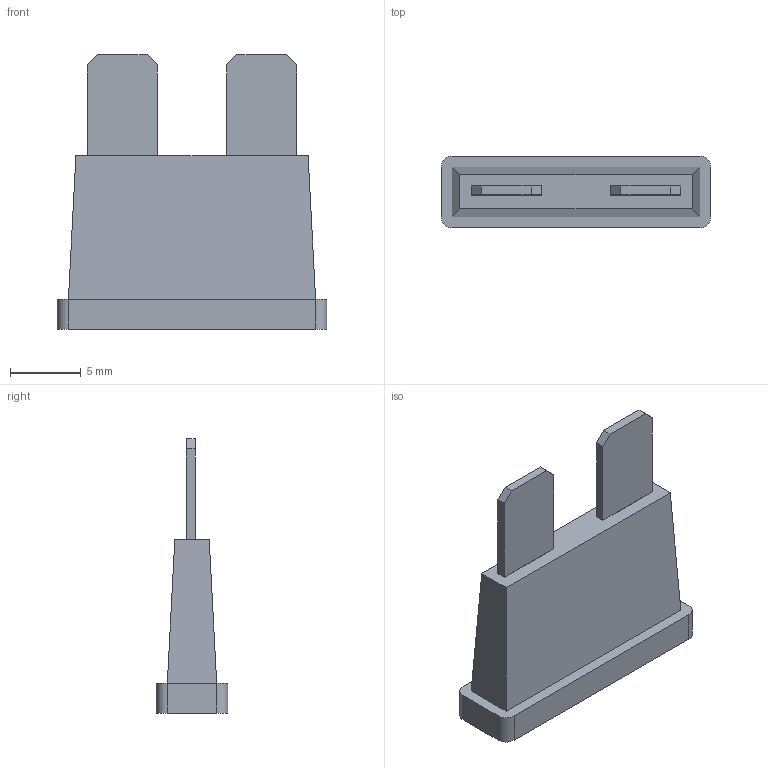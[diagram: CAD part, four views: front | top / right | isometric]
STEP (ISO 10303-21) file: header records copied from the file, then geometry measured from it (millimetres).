
FILE_DESCRIPTION (( 'STEP AP214' ), '1' );
FILE_NAME ('User Library-fuse_gm.STEP', '2017-12-31T14:42:19', ( '' ), ( '' ), 'SwSTEP 2.0', 'SolidWorks 2018', '' );
FILE_SCHEMA (( 'AUTOMOTIVE_DESIGN' ));
Length unit declared in the file: inch
Products named in the file (1): User Library-fuse_gm
Bounding box: 19.05 x 5.08 x 19.38 mm (x, y, z)
Volume: 779.8 mm3; surface area: 947.4 mm2
Topology: 2 solids, 2 shells, 70 faces, 183 edges, 122 vertices
Faces by surface type: plane 49, bspline 11, cylinder 10
Entity records: 3427 total; most frequent: CARTESIAN_POINT 987, ORIENTED_EDGE 366, DIRECTION 301, EDGE_CURVE 183, LINE 141, VECTOR 141, VERTEX_POINT 122, AXIS2_PLACEMENT_3D 80
